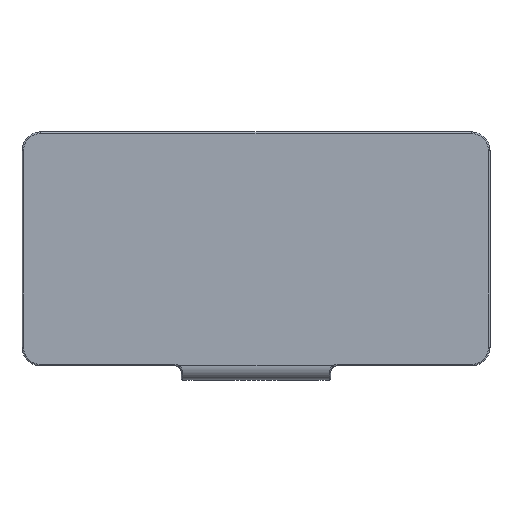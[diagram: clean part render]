
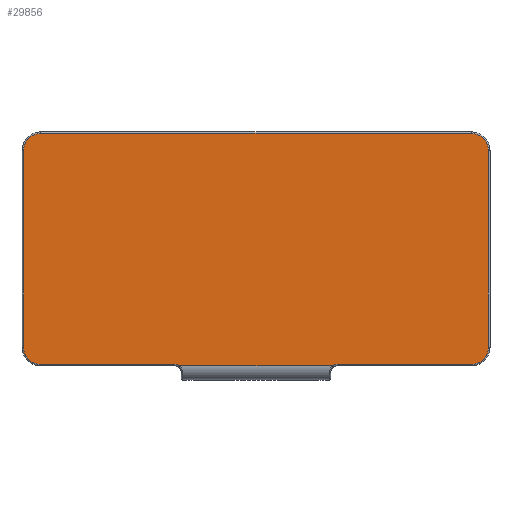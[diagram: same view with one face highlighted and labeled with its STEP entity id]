
A CAD part, top view. The second image highlights one B-rep face of the part: STEP entity #29856.
In plain terms, the highlighted planar face has unit normal (0, 0, 1).
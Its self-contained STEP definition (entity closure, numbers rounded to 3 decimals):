
#26081=CARTESIAN_POINT(' ',(24.5,4.5,39.108));
#26086=DIRECTION(' ',(-1.,0.,0.));
#26091=VECTOR(' ',#26086,1.);
#26096=LINE('',#26081,#26091);
#26101=CARTESIAN_POINT(' ',(24.5,4.5,39.108));
#26102=VERTEX_POINT(' ',#26101);
#26106=CARTESIAN_POINT(' ',(-24.5,4.5,39.108));
#26107=VERTEX_POINT(' ',#26106);
#26111=EDGE_CURVE(' ',#26102,#26107,#26096,.T.);
#29406=DIRECTION(' ',(0.,0.,1.));
#29411=CARTESIAN_POINT(' ',(74.5,79.,39.108));
#29416=DIRECTION(' ',(-1.,0.,0.));
#29421=AXIS2_PLACEMENT_3D(' ',#29411,#29406,#29416);
#29426=PLANE('',#29421);
#29431=CARTESIAN_POINT(' ',(-69.,10.5,39.108));
#29436=DIRECTION(' ',(0.,0.,1.));
#29441=DIRECTION(' ',(-1.,0.,0.));
#29446=AXIS2_PLACEMENT_3D(' ',#29431,#29436,#29441);
#29451=CIRCLE('',#29446,5.5);
#29456=CARTESIAN_POINT(' ',(-74.5,10.5,39.108));
#29457=VERTEX_POINT(' ',#29456);
#29461=CARTESIAN_POINT(' ',(-69.,5.,39.108));
#29462=VERTEX_POINT(' ',#29461);
#29466=EDGE_CURVE(' ',#29457,#29462,#29451,.T.);
#29471=ORIENTED_EDGE(' ',*,*,#29466,.T.);
#29476=CARTESIAN_POINT(' ',(-69.,5.,39.108));
#29481=DIRECTION(' ',(1.,0.,0.));
#29486=VECTOR(' ',#29481,1.);
#29491=LINE('',#29476,#29486);
#29496=CARTESIAN_POINT(' ',(-26.,5.,39.108));
#29497=VERTEX_POINT(' ',#29496);
#29501=EDGE_CURVE(' ',#29462,#29497,#29491,.T.);
#29506=ORIENTED_EDGE(' ',*,*,#29501,.T.);
#29511=CARTESIAN_POINT(' ',(-26.003,2.49,39.108));
#29516=DIRECTION(' ',(0.,0.,-1.));
#29521=DIRECTION(' ',(0.001,1.,0.));
#29526=AXIS2_PLACEMENT_3D(' ',#29511,#29516,#29521);
#29531=CIRCLE('',#29526,2.51);
#29536=EDGE_CURVE(' ',#29497,#26107,#29531,.T.);
#29541=ORIENTED_EDGE(' ',*,*,#29536,.T.);
#29546=ORIENTED_EDGE(' ',*,*,#26111,.F.);
#29551=CARTESIAN_POINT(' ',(26.002,2.493,39.108));
#29556=DIRECTION(' ',(0.,0.,-1.));
#29561=DIRECTION(' ',(-0.599,0.801,0.));
#29566=AXIS2_PLACEMENT_3D(' ',#29551,#29556,#29561);
#29571=CIRCLE('',#29566,2.507);
#29576=CARTESIAN_POINT(' ',(26.,5.,39.108));
#29577=VERTEX_POINT(' ',#29576);
#29581=EDGE_CURVE(' ',#26102,#29577,#29571,.T.);
#29586=ORIENTED_EDGE(' ',*,*,#29581,.T.);
#29591=CARTESIAN_POINT(' ',(26.,5.,39.108));
#29596=DIRECTION(' ',(1.,0.,0.));
#29601=VECTOR(' ',#29596,1.);
#29606=LINE('',#29591,#29601);
#29611=CARTESIAN_POINT(' ',(69.,5.,39.108));
#29612=VERTEX_POINT(' ',#29611);
#29616=EDGE_CURVE(' ',#29577,#29612,#29606,.T.);
#29621=ORIENTED_EDGE(' ',*,*,#29616,.T.);
#29626=CARTESIAN_POINT(' ',(69.,10.5,39.108));
#29631=DIRECTION(' ',(0.,-0.,1.));
#29636=DIRECTION(' ',(0.,-1.,0.));
#29641=AXIS2_PLACEMENT_3D(' ',#29626,#29631,#29636);
#29646=CIRCLE('',#29641,5.5);
#29651=CARTESIAN_POINT(' ',(74.5,10.5,39.108));
#29652=VERTEX_POINT(' ',#29651);
#29656=EDGE_CURVE(' ',#29612,#29652,#29646,.T.);
#29661=ORIENTED_EDGE(' ',*,*,#29656,.T.);
#29666=CARTESIAN_POINT(' ',(74.5,10.5,39.108));
#29671=DIRECTION(' ',(0.,1.,0.));
#29676=VECTOR(' ',#29671,1.);
#29681=LINE('',#29666,#29676);
#29686=CARTESIAN_POINT(' ',(74.5,73.5,39.108));
#29687=VERTEX_POINT(' ',#29686);
#29691=EDGE_CURVE(' ',#29652,#29687,#29681,.T.);
#29696=ORIENTED_EDGE(' ',*,*,#29691,.T.);
#29701=CARTESIAN_POINT(' ',(69.,73.5,39.108));
#29706=DIRECTION(' ',(0.,0.,1.));
#29711=DIRECTION(' ',(1.,0.,0.));
#29716=AXIS2_PLACEMENT_3D(' ',#29701,#29706,#29711);
#29721=CIRCLE('',#29716,5.5);
#29726=CARTESIAN_POINT(' ',(69.,79.,39.108));
#29727=VERTEX_POINT(' ',#29726);
#29731=EDGE_CURVE(' ',#29687,#29727,#29721,.T.);
#29736=ORIENTED_EDGE(' ',*,*,#29731,.T.);
#29741=CARTESIAN_POINT(' ',(69.,79.,39.108));
#29746=DIRECTION(' ',(-1.,0.,0.));
#29751=VECTOR(' ',#29746,1.);
#29756=LINE('',#29741,#29751);
#29761=CARTESIAN_POINT(' ',(-69.,79.,39.108));
#29762=VERTEX_POINT(' ',#29761);
#29766=EDGE_CURVE(' ',#29727,#29762,#29756,.T.);
#29771=ORIENTED_EDGE(' ',*,*,#29766,.T.);
#29776=CARTESIAN_POINT(' ',(-69.,73.5,39.108));
#29781=DIRECTION(' ',(-0.,0.,1.));
#29786=DIRECTION(' ',(0.,1.,0.));
#29791=AXIS2_PLACEMENT_3D(' ',#29776,#29781,#29786);
#29796=CIRCLE('',#29791,5.5);
#29801=CARTESIAN_POINT(' ',(-74.5,73.5,39.108));
#29802=VERTEX_POINT(' ',#29801);
#29806=EDGE_CURVE(' ',#29762,#29802,#29796,.T.);
#29811=ORIENTED_EDGE(' ',*,*,#29806,.T.);
#29816=CARTESIAN_POINT(' ',(-74.5,73.5,39.108));
#29821=DIRECTION(' ',(0.,-1.,0.));
#29826=VECTOR(' ',#29821,1.);
#29831=LINE('',#29816,#29826);
#29836=EDGE_CURVE(' ',#29802,#29457,#29831,.T.);
#29841=ORIENTED_EDGE(' ',*,*,#29836,.T.);
#29846=EDGE_LOOP(' ',(#29471,#29506,#29541,#29546,#29586,#29621,#29661,#29696,#29736,#29771,#29811,#29841));
#29851=FACE_OUTER_BOUND(' ',#29846,.T.);
#29856=ADVANCED_FACE('',(#29851),#29426,.T.);
